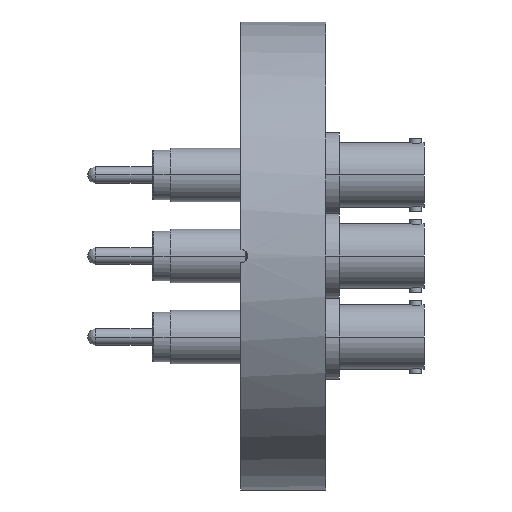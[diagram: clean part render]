
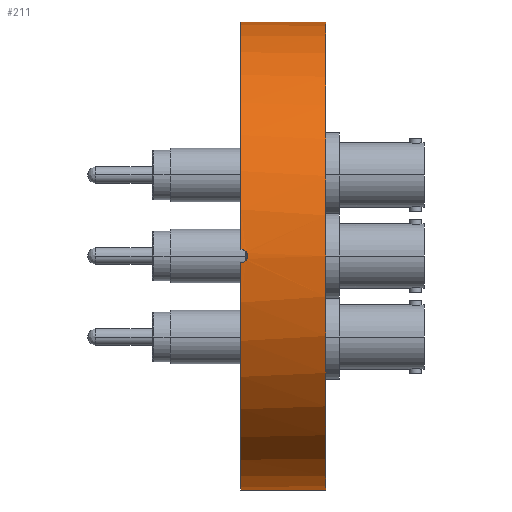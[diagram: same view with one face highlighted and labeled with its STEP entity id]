
A CAD part, left-side view. The second image highlights one B-rep face of the part: STEP entity #211.
In plain terms, the highlighted cylindrical face has radius 34.95 mm (diameter 69.9 mm), a partial arc.
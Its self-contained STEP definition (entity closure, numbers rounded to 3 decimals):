
#147 = LINE ( 'NONE', #1570, #1142 ) ;
#148 = CARTESIAN_POINT ( 'NONE',  ( -34.941, -0.615, 0.799 ) ) ;
#211 = ADVANCED_FACE ( 'NONE', ( #2620 ), #703, .T. ) ;
#341 = CARTESIAN_POINT ( 'NONE',  ( -34.936, 0., 1. ) ) ;
#356 = CARTESIAN_POINT ( 'NONE',  ( 0., 0., 34.95 ) ) ;
#393 = CARTESIAN_POINT ( 'NONE',  ( -34.95, -1., 0.131 ) ) ;
#466 = VECTOR ( 'NONE', #2286, 1000. ) ;
#473 = EDGE_CURVE ( 'NONE', #2468, #1926, #923, .T. ) ;
#485 = ORIENTED_EDGE ( 'NONE', *, *, #1613, .F. ) ;
#553 = CARTESIAN_POINT ( 'NONE',  ( -34.939, -0.521, -0.893 ) ) ;
#579 = EDGE_CURVE ( 'NONE', #1453, #1575, #1674, .T. ) ;
#609 = CARTESIAN_POINT ( 'NONE',  ( -34.947, -0.874, 0.503 ) ) ;
#614 = CARTESIAN_POINT ( 'NONE',  ( 0., 0., 0. ) ) ;
#678 = CARTESIAN_POINT ( 'NONE',  ( 0., -12.7, 0. ) ) ;
#703 = CYLINDRICAL_SURFACE ( 'NONE', #1096, 34.95 ) ;
#735 = EDGE_CURVE ( 'NONE', #1926, #1575, #147, .T. ) ;
#750 = CARTESIAN_POINT ( 'NONE',  ( 0., -12.7, 34.95 ) ) ;
#784 = ORIENTED_EDGE ( 'NONE', *, *, #579, .F. ) ;
#791 = DIRECTION ( 'NONE',  ( 0., 0., 1. ) ) ;
#809 = LINE ( 'NONE', #1007, #466 ) ;
#923 = CIRCLE ( 'NONE', #2447, 34.95 ) ;
#988 = CARTESIAN_POINT ( 'NONE',  ( -34.947, -0.874, -0.503 ) ) ;
#1002 = CARTESIAN_POINT ( 'NONE',  ( -34.945, -0.799, 0.615 ) ) ;
#1007 = CARTESIAN_POINT ( 'NONE',  ( 0., -12.7, -34.95 ) ) ;
#1096 = AXIS2_PLACEMENT_3D ( 'NONE', #1598, #2670, #791 ) ;
#1127 = CARTESIAN_POINT ( 'NONE',  ( 0., 0., 0. ) ) ;
#1142 = VECTOR ( 'NONE', #1154, 1000. ) ;
#1143 = DIRECTION ( 'NONE',  ( 0., 1., 0. ) ) ;
#1154 = DIRECTION ( 'NONE',  ( 0., 1., 0. ) ) ;
#1177 = CARTESIAN_POINT ( 'NONE',  ( -34.936, 0., 1. ) ) ;
#1179 = ORIENTED_EDGE ( 'NONE', *, *, #735, .T. ) ;
#1249 = CARTESIAN_POINT ( 'NONE',  ( -34.95, -1., -0.13 ) ) ;
#1264 = B_SPLINE_CURVE_WITH_KNOTS ( 'NONE', 3,
 ( #341, #1612, #2680, #2472, #148, #1002, #609, #1459, #393, #1249, #1849, #988, #1834, #553, #1822, #1406 ),
 .UNSPECIFIED., .F., .F.,
 ( 4, 2, 2, 2, 2, 2, 2, 4 ),
 ( 0., 0., 0.001, 0.001, 0.002, 0.002, 0.002, 0.003 ),
 .UNSPECIFIED. ) ;
#1326 = AXIS2_PLACEMENT_3D ( 'NONE', #1127, #1756, #2613 ) ;
#1406 = CARTESIAN_POINT ( 'NONE',  ( -34.936, 0., -1. ) ) ;
#1440 = ORIENTED_EDGE ( 'NONE', *, *, #2453, .T. ) ;
#1453 = VERTEX_POINT ( 'NONE', #1177 ) ;
#1459 = CARTESIAN_POINT ( 'NONE',  ( -34.949, -0.974, 0.263 ) ) ;
#1467 = ORIENTED_EDGE ( 'NONE', *, *, #473, .T. ) ;
#1484 = ORIENTED_EDGE ( 'NONE', *, *, #1653, .F. ) ;
#1554 = DIRECTION ( 'NONE',  ( 0., 0., 1. ) ) ;
#1570 = CARTESIAN_POINT ( 'NONE',  ( 0., -12.7, 34.95 ) ) ;
#1575 = VERTEX_POINT ( 'NONE', #356 ) ;
#1598 = CARTESIAN_POINT ( 'NONE',  ( 0., -12.7, 0. ) ) ;
#1612 = CARTESIAN_POINT ( 'NONE',  ( -34.936, -0.132, 1. ) ) ;
#1613 = EDGE_CURVE ( 'NONE', #2468, #1632, #809, .T. ) ;
#1632 = VERTEX_POINT ( 'NONE', #2531 ) ;
#1653 = EDGE_CURVE ( 'NONE', #1632, #2541, #1937, .T. ) ;
#1674 = CIRCLE ( 'NONE', #1326, 34.95 ) ;
#1756 = DIRECTION ( 'NONE',  ( 0., 1., 0. ) ) ;
#1822 = CARTESIAN_POINT ( 'NONE',  ( -34.936, -0.264, -1. ) ) ;
#1834 = CARTESIAN_POINT ( 'NONE',  ( -34.945, -0.801, -0.613 ) ) ;
#1849 = CARTESIAN_POINT ( 'NONE',  ( -34.949, -0.974, -0.261 ) ) ;
#1860 = EDGE_LOOP ( 'NONE', ( #485, #1467, #1179, #784, #1440, #1484 ) ) ;
#1926 = VERTEX_POINT ( 'NONE', #750 ) ;
#1937 = CIRCLE ( 'NONE', #2522, 34.95 ) ;
#2111 = DIRECTION ( 'NONE',  ( 0., 1., 0. ) ) ;
#2286 = DIRECTION ( 'NONE',  ( 0., 1., 0. ) ) ;
#2334 = CARTESIAN_POINT ( 'NONE',  ( -34.936, 0., -1. ) ) ;
#2339 = DIRECTION ( 'NONE',  ( 0., 0., 1. ) ) ;
#2447 = AXIS2_PLACEMENT_3D ( 'NONE', #678, #1143, #1554 ) ;
#2453 = EDGE_CURVE ( 'NONE', #1453, #2541, #1264, .T. ) ;
#2468 = VERTEX_POINT ( 'NONE', #2756 ) ;
#2472 = CARTESIAN_POINT ( 'NONE',  ( -34.939, -0.504, 0.874 ) ) ;
#2522 = AXIS2_PLACEMENT_3D ( 'NONE', #614, #2111, #2339 ) ;
#2531 = CARTESIAN_POINT ( 'NONE',  ( 0., 0., -34.95 ) ) ;
#2541 = VERTEX_POINT ( 'NONE', #2334 ) ;
#2613 = DIRECTION ( 'NONE',  ( 0., 0., 1. ) ) ;
#2620 = FACE_OUTER_BOUND ( 'NONE', #1860, .T. ) ;
#2670 = DIRECTION ( 'NONE',  ( 0., 1., 0. ) ) ;
#2680 = CARTESIAN_POINT ( 'NONE',  ( -34.936, -0.262, 0.974 ) ) ;
#2756 = CARTESIAN_POINT ( 'NONE',  ( 0., -12.7, -34.95 ) ) ;
